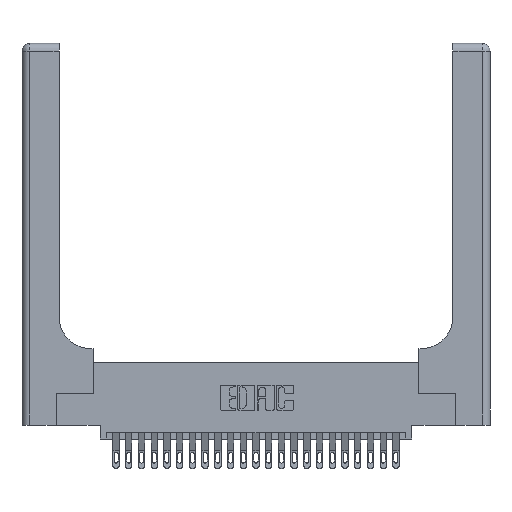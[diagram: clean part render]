
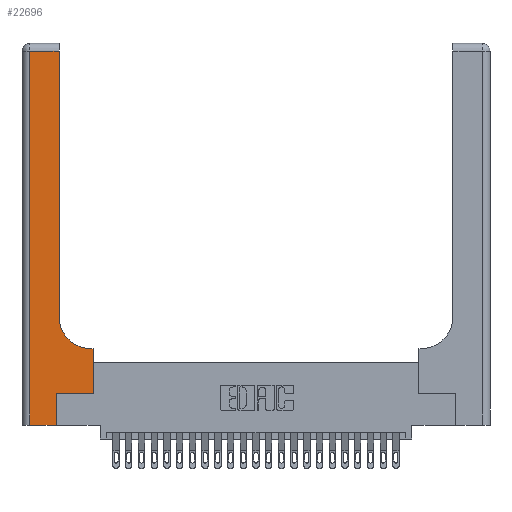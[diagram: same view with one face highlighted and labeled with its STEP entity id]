
A CAD part, top view. The second image highlights one B-rep face of the part: STEP entity #22696.
In plain terms, the highlighted planar face has unit normal (0, 0, 1).
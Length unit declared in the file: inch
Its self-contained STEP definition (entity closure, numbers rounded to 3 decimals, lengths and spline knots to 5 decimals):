
#119 = CARTESIAN_POINT ( 'NONE',  ( 0.06, 3., 0.37 ) ) ;
#335 = VECTOR ( 'NONE', #18482, 39.37008 ) ;
#488 = VERTEX_POINT ( 'NONE', #14044 ) ;
#1994 = EDGE_CURVE ( 'NONE', #488, #16155, #23366, .T. ) ;
#2130 = ORIENTED_EDGE ( 'NONE', *, *, #1994, .T. ) ;
#2418 = DIRECTION ( 'NONE',  ( 0., 1., 0. ) ) ;
#2826 = CARTESIAN_POINT ( 'NONE',  ( 0.2915, 0.6, 0.37 ) ) ;
#3294 = VECTOR ( 'NONE', #7773, 39.37008 ) ;
#3354 = LINE ( 'NONE', #6404, #11290 ) ;
#3453 = AXIS2_PLACEMENT_3D ( 'NONE', #16734, #10837, #23628 ) ;
#3721 = CARTESIAN_POINT ( 'NONE',  ( 0.5585, 0.25, 0.37 ) ) ;
#3748 = ORIENTED_EDGE ( 'NONE', *, *, #16348, .T. ) ;
#3754 = EDGE_CURVE ( 'NONE', #13823, #21715, #3354, .T. ) ;
#4150 = DIRECTION ( 'NONE',  ( 1., 0., 0. ) ) ;
#4402 = ORIENTED_EDGE ( 'NONE', *, *, #7318, .T. ) ;
#4689 = CARTESIAN_POINT ( 'NONE',  ( 0.5585, 0.25, 0.37 ) ) ;
#5189 = VECTOR ( 'NONE', #25397, 39.37008 ) ;
#5404 = VERTEX_POINT ( 'NONE', #3721 ) ;
#5452 = VERTEX_POINT ( 'NONE', #5519 ) ;
#5519 = CARTESIAN_POINT ( 'NONE',  ( 0.5415, 0.6, 0.37 ) ) ;
#6150 = CARTESIAN_POINT ( 'NONE',  ( 0.5415, 0.85, 0.37 ) ) ;
#6304 = CARTESIAN_POINT ( 'NONE',  ( 0.269, 0., 0.37 ) ) ;
#6389 = EDGE_CURVE ( 'NONE', #5452, #13823, #23624, .T. ) ;
#6404 = CARTESIAN_POINT ( 'NONE',  ( 0.2915, 3., 0.37 ) ) ;
#6753 = ORIENTED_EDGE ( 'NONE', *, *, #17142, .T. ) ;
#6816 = VECTOR ( 'NONE', #4150, 39.37008 ) ;
#7055 = EDGE_CURVE ( 'NONE', #21715, #488, #24844, .T. ) ;
#7213 = CARTESIAN_POINT ( 'NONE',  ( 0.06, 0., 0.37 ) ) ;
#7318 = EDGE_CURVE ( 'NONE', #13590, #5452, #19734, .T. ) ;
#7355 = ORIENTED_EDGE ( 'NONE', *, *, #7055, .T. ) ;
#7773 = DIRECTION ( 'NONE',  ( -1., 0., 0. ) ) ;
#8195 = CARTESIAN_POINT ( 'NONE',  ( 0., 0., 0.37 ) ) ;
#8267 = DIRECTION ( 'NONE',  ( 0., 0., -1. ) ) ;
#8664 = FACE_OUTER_BOUND ( 'NONE', #9174, .T. ) ;
#8808 = VERTEX_POINT ( 'NONE', #23693 ) ;
#9174 = EDGE_LOOP ( 'NONE', ( #19165, #7355, #2130, #17584, #6753, #3748, #10433, #4402, #22756 ) ) ;
#10209 = CARTESIAN_POINT ( 'NONE',  ( 0.269, 0., 0.37 ) ) ;
#10433 = ORIENTED_EDGE ( 'NONE', *, *, #21921, .T. ) ;
#10837 = DIRECTION ( 'NONE',  ( 0., 0., -1. ) ) ;
#11290 = VECTOR ( 'NONE', #2418, 39.37008 ) ;
#12353 = LINE ( 'NONE', #8195, #335 ) ;
#12619 = DIRECTION ( 'NONE',  ( 0., 1., 0. ) ) ;
#13005 = PLANE ( 'NONE',  #3453 ) ;
#13590 = VERTEX_POINT ( 'NONE', #21957 ) ;
#13823 = VERTEX_POINT ( 'NONE', #14650 ) ;
#13963 = VECTOR ( 'NONE', #16672, 39.37008 ) ;
#14044 = CARTESIAN_POINT ( 'NONE',  ( 0.06, 2.94, 0.37 ) ) ;
#14650 = CARTESIAN_POINT ( 'NONE',  ( 0.2915, 0.85, 0.37 ) ) ;
#15935 = LINE ( 'NONE', #4689, #13963 ) ;
#16155 = VERTEX_POINT ( 'NONE', #7213 ) ;
#16264 = DIRECTION ( 'NONE',  ( 1., 0., 0. ) ) ;
#16348 = EDGE_CURVE ( 'NONE', #8808, #5404, #24863, .T. ) ;
#16672 = DIRECTION ( 'NONE',  ( 0., 1., 0. ) ) ;
#16734 = CARTESIAN_POINT ( 'NONE',  ( 0., 3., 0.37 ) ) ;
#17142 = EDGE_CURVE ( 'NONE', #18189, #8808, #20328, .T. ) ;
#17584 = ORIENTED_EDGE ( 'NONE', *, *, #23763, .T. ) ;
#17759 = CARTESIAN_POINT ( 'NONE',  ( 0.2915, 2.94, 0.37 ) ) ;
#18189 = VERTEX_POINT ( 'NONE', #10209 ) ;
#18482 = DIRECTION ( 'NONE',  ( 1., 0., 0. ) ) ;
#19165 = ORIENTED_EDGE ( 'NONE', *, *, #3754, .T. ) ;
#19734 = LINE ( 'NONE', #2826, #5189 ) ;
#20006 = VECTOR ( 'NONE', #12619, 39.37008 ) ;
#20328 = LINE ( 'NONE', #6304, #20006 ) ;
#21715 = VERTEX_POINT ( 'NONE', #17759 ) ;
#21921 = EDGE_CURVE ( 'NONE', #5404, #13590, #15935, .T. ) ;
#21934 = CARTESIAN_POINT ( 'NONE',  ( 0.269, 0.25, 0.37 ) ) ;
#21957 = CARTESIAN_POINT ( 'NONE',  ( 0.5585, 0.6, 0.37 ) ) ;
#22255 = DIRECTION ( 'NONE',  ( 0., -1., 0. ) ) ;
#22671 = AXIS2_PLACEMENT_3D ( 'NONE', #6150, #8267, #16264 ) ;
#22696 = ADVANCED_FACE ( 'NONE', ( #8664 ), #13005, .F. ) ;
#22756 = ORIENTED_EDGE ( 'NONE', *, *, #6389, .T. ) ;
#23366 = LINE ( 'NONE', #119, #25615 ) ;
#23624 = CIRCLE ( 'NONE', #22671, 0.25 ) ;
#23628 = DIRECTION ( 'NONE',  ( -1., 0., 0. ) ) ;
#23693 = CARTESIAN_POINT ( 'NONE',  ( 0.269, 0.25, 0.37 ) ) ;
#23763 = EDGE_CURVE ( 'NONE', #16155, #18189, #12353, .T. ) ;
#24288 = CARTESIAN_POINT ( 'NONE',  ( 0., 2.94, 0.37 ) ) ;
#24844 = LINE ( 'NONE', #24288, #3294 ) ;
#24863 = LINE ( 'NONE', #21934, #6816 ) ;
#25397 = DIRECTION ( 'NONE',  ( -1., 0., 0. ) ) ;
#25615 = VECTOR ( 'NONE', #22255, 39.37008 ) ;
